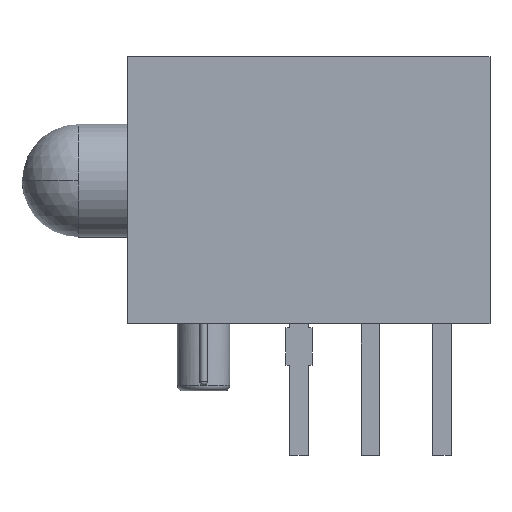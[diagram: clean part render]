
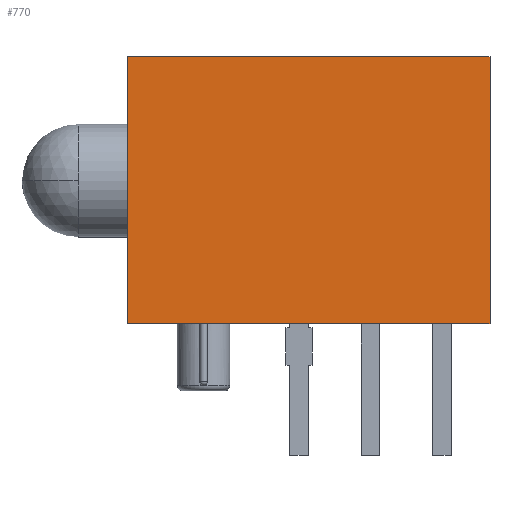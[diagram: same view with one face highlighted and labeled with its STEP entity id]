
A CAD part, front view. The second image highlights one B-rep face of the part: STEP entity #770.
In plain terms, the highlighted planar face has unit normal (0, -1, 0).
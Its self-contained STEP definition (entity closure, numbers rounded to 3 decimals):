
#13 = VECTOR ( 'NONE', #591, 1000. ) ;
#23 = AXIS2_PLACEMENT_3D ( 'NONE', #927, #957, #950 ) ;
#25 = FACE_OUTER_BOUND ( 'NONE', #1390, .T. ) ;
#161 = LINE ( 'NONE', #163, #371 ) ;
#163 = CARTESIAN_POINT ( 'NONE',  ( 1404.227, 904.187, 33.802 ) ) ;
#164 = DIRECTION ( 'NONE',  ( -1., 0., 0. ) ) ;
#293 = CARTESIAN_POINT ( 'NONE',  ( 1404.227, 904.187, 26.692 ) ) ;
#358 = CARTESIAN_POINT ( 'NONE',  ( 1413.877, 904.187, 26.692 ) ) ;
#371 = VECTOR ( 'NONE', #164, 1000. ) ;
#589 = CARTESIAN_POINT ( 'NONE',  ( 1404.227, 904.187, 26.692 ) ) ;
#591 = DIRECTION ( 'NONE',  ( 1., 0., 0. ) ) ;
#593 = LINE ( 'NONE', #589, #13 ) ;
#712 = EDGE_CURVE ( 'NONE', #1723, #1769, #1175, .T. ) ;
#713 = EDGE_CURVE ( 'NONE', #1742, #1721, #1172, .T. ) ;
#770 = ADVANCED_FACE ( 'NONE', ( #25 ), #928, .T. ) ;
#776 = EDGE_CURVE ( 'NONE', #1769, #1742, #593, .T. ) ;
#833 = EDGE_CURVE ( 'NONE', #1721, #1723, #161, .T. ) ;
#927 = CARTESIAN_POINT ( 'NONE',  ( 1404.227, 904.187, 26.692 ) ) ;
#928 = PLANE ( 'NONE',  #23 ) ;
#950 = DIRECTION ( 'NONE',  ( 0., 0., -1. ) ) ;
#957 = DIRECTION ( 'NONE',  ( 0., -1., 0. ) ) ;
#1170 = DIRECTION ( 'NONE',  ( 0., 0., 1. ) ) ;
#1171 = CARTESIAN_POINT ( 'NONE',  ( 1413.877, 904.187, 26.692 ) ) ;
#1172 = LINE ( 'NONE', #1171, #2408 ) ;
#1173 = DIRECTION ( 'NONE',  ( 0., 0., -1. ) ) ;
#1174 = CARTESIAN_POINT ( 'NONE',  ( 1404.227, 904.187, 26.692 ) ) ;
#1175 = LINE ( 'NONE', #1174, #2409 ) ;
#1390 = EDGE_LOOP ( 'NONE', ( #1518, #1517, #1516, #1521 ) ) ;
#1516 = ORIENTED_EDGE ( 'NONE', *, *, #776, .T. ) ;
#1517 = ORIENTED_EDGE ( 'NONE', *, *, #712, .T. ) ;
#1518 = ORIENTED_EDGE ( 'NONE', *, *, #833, .T. ) ;
#1521 = ORIENTED_EDGE ( 'NONE', *, *, #713, .T. ) ;
#1721 = VERTEX_POINT ( 'NONE', #2169 ) ;
#1723 = VERTEX_POINT ( 'NONE', #2168 ) ;
#1742 = VERTEX_POINT ( 'NONE', #358 ) ;
#1769 = VERTEX_POINT ( 'NONE', #293 ) ;
#2168 = CARTESIAN_POINT ( 'NONE',  ( 1404.227, 904.187, 33.802 ) ) ;
#2169 = CARTESIAN_POINT ( 'NONE',  ( 1413.877, 904.187, 33.802 ) ) ;
#2408 = VECTOR ( 'NONE', #1170, 1000. ) ;
#2409 = VECTOR ( 'NONE', #1173, 1000. ) ;
